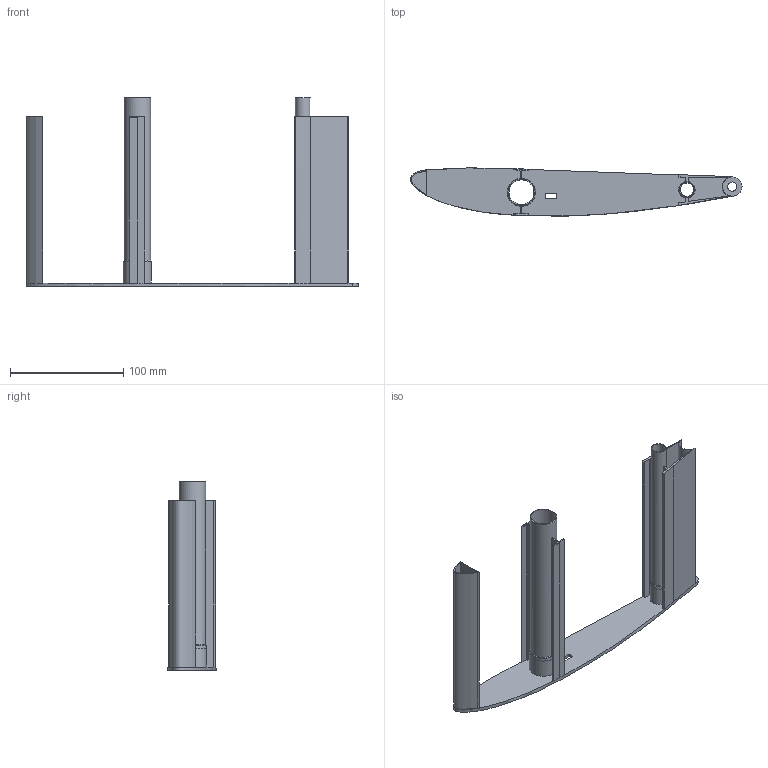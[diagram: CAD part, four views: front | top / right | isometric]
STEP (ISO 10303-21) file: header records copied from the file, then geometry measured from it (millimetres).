
FILE_DESCRIPTION(/* description */ (''),/* implementation_level */ '2;1');
FILE_NAME(/* name */ 'Wing_R_09_Aileron_End.step',/* time_stamp */ '2026-02-09T03:57:56+03:30',/* author */ (''),/* organization */ (''),/* preprocessor_version */ 'ST-DEVELOPER v20.1',/* originating_system */ 'Autodesk Translation Framework v14.21.0.0',/* authorisation */ '');
FILE_SCHEMA (('AUTOMOTIVE_DESIGN { 1 0 10303 214 3 1 1 }'));
Length unit declared in the file: millimetre
Products named in the file (1): 2025-09-13-16-17-17-192
Bounding box: 293.52 x 42.63 x 167 mm (x, y, z)
Volume: 76953.7 mm3; surface area: 122512.4 mm2
Topology: 1 solids, 1 shells, 77 faces, 207 edges, 133 vertices
Faces by surface type: plane 40, bspline 17, cylinder 14, cone 6
Full cylindrical faces by diameter (mm): 8.2 x1, 12 x1, 13.3 x1, 13.6 x1, 22 x1, 23.5 x1, 23.8 x1
Entity records: 7766 total; most frequent: CARTESIAN_POINT 5857, ORIENTED_EDGE 414, DIRECTION 342, EDGE_CURVE 207, LINE 134, VECTOR 134, VERTEX_POINT 133, AXIS2_PLACEMENT_3D 104
